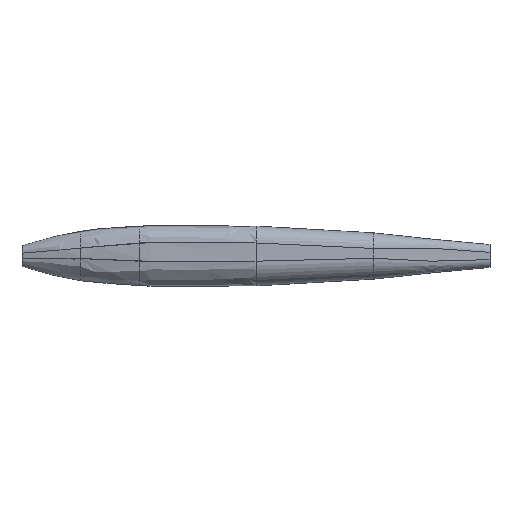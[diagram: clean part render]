
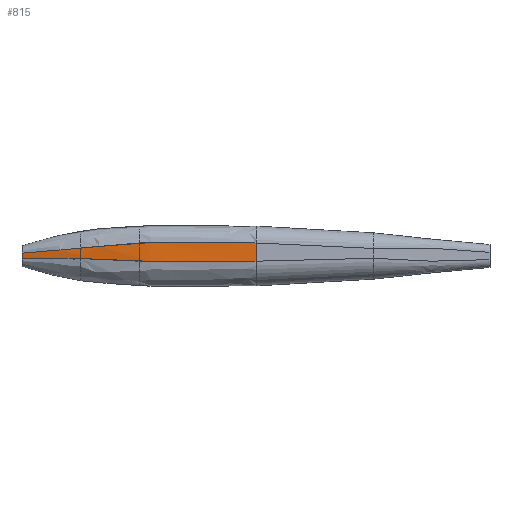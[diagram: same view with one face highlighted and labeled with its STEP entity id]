
A CAD part, top view. The second image highlights one B-rep face of the part: STEP entity #815.
In plain terms, the highlighted free-form (B-spline) face has degree [3, 3] with [4, 10] control points.
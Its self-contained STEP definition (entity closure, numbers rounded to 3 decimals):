
#30=B_SPLINE_CURVE_WITH_KNOTS('',3,(#3042,#3043,#3044,#3045,#3046,#3047,
#3048,#3049,#3050,#3051),.UNSPECIFIED.,.F.,.F.,(4,2,2,2,4),(0.,0.248,
0.495,0.744,1.),.UNSPECIFIED.);
#37=B_SPLINE_CURVE_WITH_KNOTS('',3,(#3544,#3545,#3546,#3547,#3548,#3549,
#3550,#3551,#3552,#3553),.UNSPECIFIED.,.F.,.F.,(4,2,2,2,4),(0.,0.248,
0.495,0.744,1.),.UNSPECIFIED.);
#120=LINE('',#2917,#174);
#127=LINE('',#3594,#181);
#174=VECTOR('',#987,10.);
#181=VECTOR('',#1008,10.);
#215=B_SPLINE_SURFACE_WITH_KNOTS('',3,3,((#3554,#3555,#3556,#3557,#3558,
#3559,#3560,#3561,#3562,#3563),(#3564,#3565,#3566,#3567,#3568,#3569,#3570,
#3571,#3572,#3573),(#3574,#3575,#3576,#3577,#3578,#3579,#3580,#3581,#3582,
#3583),(#3584,#3585,#3586,#3587,#3588,#3589,#3590,#3591,#3592,#3593)),
 .UNSPECIFIED.,.F.,.F.,.F.,(4,4),(4,2,2,2,4),(0.,1.),(0.,0.248,
0.495,0.744,1.),.UNSPECIFIED.);
#261=FACE_OUTER_BOUND('',#317,.T.);
#317=EDGE_LOOP('',(#685,#686,#687,#688));
#375=VERTEX_POINT('',#2913);
#377=VERTEX_POINT('',#2916);
#383=VERTEX_POINT('',#3039);
#390=VERTEX_POINT('',#3542);
#470=EDGE_CURVE('',#377,#375,#120,.T.);
#478=EDGE_CURVE('',#383,#375,#30,.T.);
#491=EDGE_CURVE('',#390,#377,#37,.T.);
#492=EDGE_CURVE('',#390,#383,#127,.T.);
#685=ORIENTED_EDGE('',*,*,#492,.F.);
#686=ORIENTED_EDGE('',*,*,#491,.T.);
#687=ORIENTED_EDGE('',*,*,#470,.T.);
#688=ORIENTED_EDGE('',*,*,#478,.F.);
#815=ADVANCED_FACE('',(#261),#215,.F.);
#987=DIRECTION('',(0.,-1.,0.));
#1008=DIRECTION('',(0.,-1.,0.));
#2913=CARTESIAN_POINT('',(-498.856,-5.5,20.));
#2916=CARTESIAN_POINT('',(-498.856,5.5,20.));
#2917=CARTESIAN_POINT('',(-498.856,5.5,20.));
#3039=CARTESIAN_POINT('',(-48.856,-10.,57.5));
#3042=CARTESIAN_POINT('Ctrl Pts',(-48.856,-10.,57.5));
#3043=CARTESIAN_POINT('Ctrl Pts',(-86.356,-10.,57.5));
#3044=CARTESIAN_POINT('Ctrl Pts',(-123.856,-10.,57.5));
#3045=CARTESIAN_POINT('Ctrl Pts',(-198.856,-10.,57.5));
#3046=CARTESIAN_POINT('Ctrl Pts',(-236.464,-10.826,59.152));
#3047=CARTESIAN_POINT('Ctrl Pts',(-311.465,-9.169,55.838));
#3048=CARTESIAN_POINT('Ctrl Pts',(-349.318,-5.764,53.6));
#3049=CARTESIAN_POINT('Ctrl Pts',(-424.342,-4.217,41.244));
#3050=CARTESIAN_POINT('Ctrl Pts',(-461.842,-4.383,32.077));
#3051=CARTESIAN_POINT('Ctrl Pts',(-498.856,-5.5,20.));
#3542=CARTESIAN_POINT('',(-48.856,25.,57.5));
#3544=CARTESIAN_POINT('Ctrl Pts',(-48.856,25.,57.5));
#3545=CARTESIAN_POINT('Ctrl Pts',(-86.356,25.,57.5));
#3546=CARTESIAN_POINT('Ctrl Pts',(-123.856,25.,57.5));
#3547=CARTESIAN_POINT('Ctrl Pts',(-198.856,25.,57.5));
#3548=CARTESIAN_POINT('Ctrl Pts',(-236.464,26.652,59.152));
#3549=CARTESIAN_POINT('Ctrl Pts',(-311.465,23.338,55.838));
#3550=CARTESIAN_POINT('Ctrl Pts',(-349.318,18.212,53.6));
#3551=CARTESIAN_POINT('Ctrl Pts',(-424.342,11.706,41.244));
#3552=CARTESIAN_POINT('Ctrl Pts',(-461.842,8.539,32.077));
#3553=CARTESIAN_POINT('Ctrl Pts',(-498.856,5.5,20.));
#3554=CARTESIAN_POINT('Ctrl Pts',(-48.856,25.,57.5));
#3555=CARTESIAN_POINT('Ctrl Pts',(-86.356,25.,57.5));
#3556=CARTESIAN_POINT('Ctrl Pts',(-123.856,25.,57.5));
#3557=CARTESIAN_POINT('Ctrl Pts',(-198.856,25.,57.5));
#3558=CARTESIAN_POINT('Ctrl Pts',(-236.464,26.652,59.152));
#3559=CARTESIAN_POINT('Ctrl Pts',(-311.465,23.338,55.838));
#3560=CARTESIAN_POINT('Ctrl Pts',(-349.318,18.212,53.6));
#3561=CARTESIAN_POINT('Ctrl Pts',(-424.342,11.706,41.244));
#3562=CARTESIAN_POINT('Ctrl Pts',(-461.842,8.539,32.077));
#3563=CARTESIAN_POINT('Ctrl Pts',(-498.856,5.5,20.));
#3564=CARTESIAN_POINT('Ctrl Pts',(-48.856,13.333,57.5));
#3565=CARTESIAN_POINT('Ctrl Pts',(-86.356,13.333,57.5));
#3566=CARTESIAN_POINT('Ctrl Pts',(-123.856,13.333,57.5));
#3567=CARTESIAN_POINT('Ctrl Pts',(-198.856,13.333,57.5));
#3568=CARTESIAN_POINT('Ctrl Pts',(-236.464,14.159,59.152));
#3569=CARTESIAN_POINT('Ctrl Pts',(-311.465,12.502,55.838));
#3570=CARTESIAN_POINT('Ctrl Pts',(-349.318,10.22,53.6));
#3571=CARTESIAN_POINT('Ctrl Pts',(-424.342,6.398,41.244));
#3572=CARTESIAN_POINT('Ctrl Pts',(-461.842,4.232,32.077));
#3573=CARTESIAN_POINT('Ctrl Pts',(-498.856,1.833,20.));
#3574=CARTESIAN_POINT('Ctrl Pts',(-48.856,1.667,57.5));
#3575=CARTESIAN_POINT('Ctrl Pts',(-86.356,1.667,57.5));
#3576=CARTESIAN_POINT('Ctrl Pts',(-123.856,1.667,57.5));
#3577=CARTESIAN_POINT('Ctrl Pts',(-198.856,1.667,57.5));
#3578=CARTESIAN_POINT('Ctrl Pts',(-236.464,1.667,59.152));
#3579=CARTESIAN_POINT('Ctrl Pts',(-311.465,1.667,55.838));
#3580=CARTESIAN_POINT('Ctrl Pts',(-349.318,2.228,53.6));
#3581=CARTESIAN_POINT('Ctrl Pts',(-424.342,1.091,41.244));
#3582=CARTESIAN_POINT('Ctrl Pts',(-461.842,-0.076,
32.077));
#3583=CARTESIAN_POINT('Ctrl Pts',(-498.856,-1.833,20.));
#3584=CARTESIAN_POINT('Ctrl Pts',(-48.856,-10.,57.5));
#3585=CARTESIAN_POINT('Ctrl Pts',(-86.356,-10.,57.5));
#3586=CARTESIAN_POINT('Ctrl Pts',(-123.856,-10.,57.5));
#3587=CARTESIAN_POINT('Ctrl Pts',(-198.856,-10.,57.5));
#3588=CARTESIAN_POINT('Ctrl Pts',(-236.464,-10.826,59.152));
#3589=CARTESIAN_POINT('Ctrl Pts',(-311.465,-9.169,55.838));
#3590=CARTESIAN_POINT('Ctrl Pts',(-349.318,-5.764,53.6));
#3591=CARTESIAN_POINT('Ctrl Pts',(-424.342,-4.217,41.244));
#3592=CARTESIAN_POINT('Ctrl Pts',(-461.842,-4.383,32.077));
#3593=CARTESIAN_POINT('Ctrl Pts',(-498.856,-5.5,20.));
#3594=CARTESIAN_POINT('',(-48.856,25.,57.5));
